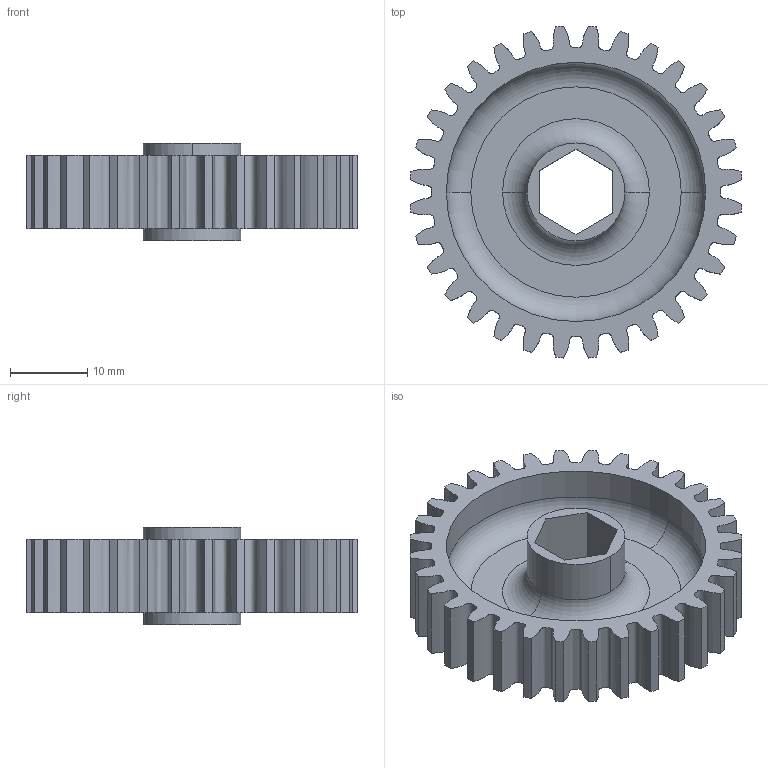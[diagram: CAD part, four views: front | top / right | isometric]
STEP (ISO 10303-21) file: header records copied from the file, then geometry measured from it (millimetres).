
FILE_DESCRIPTION (( 'STEP AP214' ), '1' );
FILE_NAME ('WCP-0540 Rev1.step', '2022-12-20T22:44:56', ( '' ), ( '' ), 'SwSTEP 2.0', 'SolidWorks 2020', '' );
FILE_SCHEMA (( 'AUTOMOTIVE_DESIGN' ));
Length unit declared in the file: inch
Products named in the file (1): WCP-0540 Rev1
Bounding box: 43.07 x 43.07 x 12.6 mm (x, y, z)
Volume: 6807.9 mm3; surface area: 6264.1 mm2
Topology: 1 solids, 1 shells, 86 faces, 244 edges, 162 vertices
Faces by surface type: cylinder 37, bspline 32, plane 13, torus 4
Entity records: 13932 total; most frequent: CARTESIAN_POINT 11789, ORIENTED_EDGE 488, DIRECTION 374, EDGE_CURVE 244, VERTEX_POINT 162, AXIS2_PLACEMENT_3D 139, VECTOR 96, LINE 96
